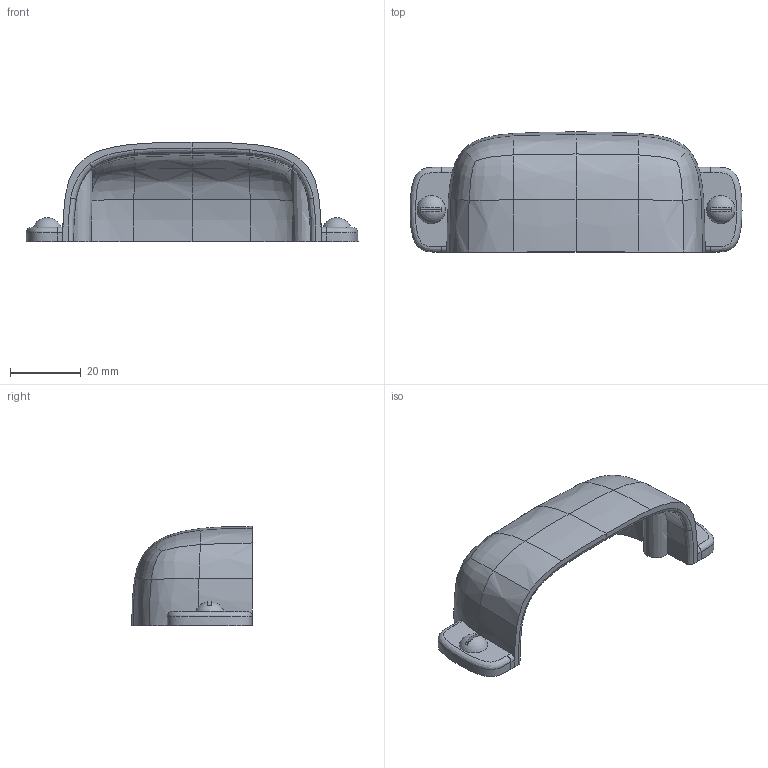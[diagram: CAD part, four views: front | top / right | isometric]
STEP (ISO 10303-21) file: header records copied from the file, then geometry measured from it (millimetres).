
FILE_DESCRIPTION(/* description */ (''),/* implementation_level */ '2;1');
FILE_NAME(/* name */ '0506_93_00.stp',/* time_stamp */ '2023-01-31T08:37:06+01:00',/* author */ ('jferrer'),/* organization */ (''),/* preprocessor_version */ 'ST-DEVELOPER v18.1',/* originating_system */ 'Autodesk Inventor 2022',/* authorisation */ '');
FILE_SCHEMA (('CONFIG_CONTROL_DESIGN'));
Length unit declared in the file: millimetre
Products named in the file (1): FIRM_64_CUP_2
Bounding box: 93.8 x 34 x 28 mm (x, y, z)
Volume: 16669 mm3; surface area: 10836.2 mm2
Topology: 1 solids, 1 shells, 615 faces, 1692 edges, 1111 vertices
Faces by surface type: plane 522, bspline 64, cylinder 21, cone 6, sphere 2
Full cylindrical faces by diameter (mm): 1.572 x1, 1.829 x1, 3.242 x2
Entity records: 22966 total; most frequent: CARTESIAN_POINT 7763, ORIENTED_EDGE 3380, DIRECTION 2703, EDGE_CURVE 1690, LINE 1473, VECTOR 1473, VERTEX_POINT 1111, EDGE_LOOP 649
